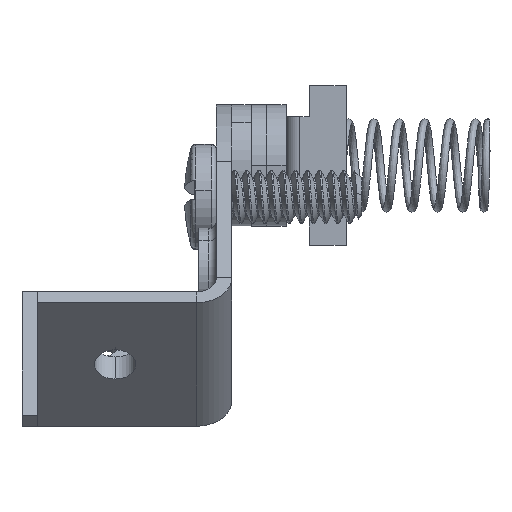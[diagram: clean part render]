
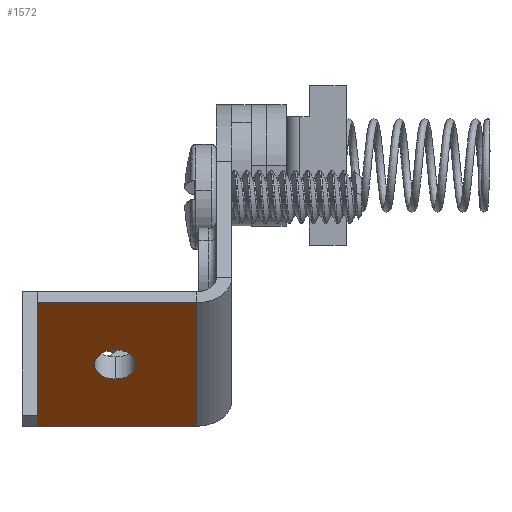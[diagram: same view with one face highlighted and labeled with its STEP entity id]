
A CAD part, left-side view. The second image highlights one B-rep face of the part: STEP entity #1572.
In plain terms, the highlighted planar face has unit normal (-0.707, 0, -0.707).
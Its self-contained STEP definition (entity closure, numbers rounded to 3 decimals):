
#311 = CARTESIAN_POINT ( 'NONE',  ( -36.595, 4.572, -17.054 ) ) ;
#339 = AXIS2_PLACEMENT_3D ( 'NONE', #11971, #1936, #3569 ) ;
#566 = EDGE_CURVE ( 'NONE', #10438, #9992, #16041, .T. ) ;
#666 = AXIS2_PLACEMENT_3D ( 'NONE', #3552, #20007, #5288 ) ;
#1572 = ADVANCED_FACE ( 'NONE', ( #4255, #21196 ), #6335, .T. ) ;
#1796 = DIRECTION ( 'NONE',  ( 0., 1., 0. ) ) ;
#1936 = DIRECTION ( 'NONE',  ( 0.707, 0., 0.707 ) ) ;
#2524 = ORIENTED_EDGE ( 'NONE', *, *, #17230, .T. ) ;
#2546 = CARTESIAN_POINT ( 'NONE',  ( -44.677, 14.986, -8.972 ) ) ;
#3552 = CARTESIAN_POINT ( 'NONE',  ( -40.636, 9.906, -13.013 ) ) ;
#3569 = DIRECTION ( 'NONE',  ( -0.707, 0., 0.707 ) ) ;
#3994 = VERTEX_POINT ( 'NONE', #4163 ) ;
#4163 = CARTESIAN_POINT ( 'NONE',  ( -41.592, 9.906, -12.057 ) ) ;
#4255 = FACE_BOUND ( 'NONE', #6437, .T. ) ;
#4774 = ORIENTED_EDGE ( 'NONE', *, *, #14172, .F. ) ;
#4778 = ORIENTED_EDGE ( 'NONE', *, *, #566, .T. ) ;
#5288 = DIRECTION ( 'NONE',  ( -0.707, 0., 0.707 ) ) ;
#5450 = VERTEX_POINT ( 'NONE', #17929 ) ;
#6201 = CIRCLE ( 'NONE', #666, 1.353 ) ;
#6335 = PLANE ( 'NONE',  #9430 ) ;
#6437 = EDGE_LOOP ( 'NONE', ( #21224, #14878 ) ) ;
#6624 = DIRECTION ( 'NONE',  ( 0.707, 0., -0.707 ) ) ;
#6984 = ORIENTED_EDGE ( 'NONE', *, *, #20242, .F. ) ;
#7429 = VECTOR ( 'NONE', #6624, 1000. ) ;
#7979 = DIRECTION ( 'NONE',  ( -0.707, 0., -0.707 ) ) ;
#8203 = DIRECTION ( 'NONE',  ( 0.707, 0., -0.707 ) ) ;
#8505 = EDGE_LOOP ( 'NONE', ( #4778, #4774, #6984, #2524 ) ) ;
#8897 = CARTESIAN_POINT ( 'NONE',  ( -44.677, 4.572, -8.972 ) ) ;
#9257 = LINE ( 'NONE', #9805, #7429 ) ;
#9430 = AXIS2_PLACEMENT_3D ( 'NONE', #17959, #7979, #8203 ) ;
#9805 = CARTESIAN_POINT ( 'NONE',  ( -44.677, 4.572, -8.972 ) ) ;
#9992 = VERTEX_POINT ( 'NONE', #18618 ) ;
#10426 = EDGE_CURVE ( 'NONE', #5450, #3994, #21057, .T. ) ;
#10438 = VERTEX_POINT ( 'NONE', #18520 ) ;
#10655 = VECTOR ( 'NONE', #17343, 1000. ) ;
#11505 = VERTEX_POINT ( 'NONE', #8897 ) ;
#11597 = DIRECTION ( 'NONE',  ( 0., 1., 0. ) ) ;
#11971 = CARTESIAN_POINT ( 'NONE',  ( -40.636, 9.906, -13.013 ) ) ;
#13357 = LINE ( 'NONE', #14871, #16105 ) ;
#14172 = EDGE_CURVE ( 'NONE', #18767, #9992, #19631, .T. ) ;
#14871 = CARTESIAN_POINT ( 'NONE',  ( -44.677, 2.286, -8.972 ) ) ;
#14878 = ORIENTED_EDGE ( 'NONE', *, *, #10426, .T. ) ;
#16041 = LINE ( 'NONE', #2546, #10655 ) ;
#16105 = VECTOR ( 'NONE', #11597, 1000. ) ;
#17230 = EDGE_CURVE ( 'NONE', #11505, #10438, #13357, .T. ) ;
#17335 = VECTOR ( 'NONE', #1796, 1000. ) ;
#17343 = DIRECTION ( 'NONE',  ( 0.707, 0., -0.707 ) ) ;
#17929 = CARTESIAN_POINT ( 'NONE',  ( -39.68, 9.906, -13.969 ) ) ;
#17959 = CARTESIAN_POINT ( 'NONE',  ( -44.677, 2.286, -8.972 ) ) ;
#18298 = CARTESIAN_POINT ( 'NONE',  ( -36.595, 2.286, -17.054 ) ) ;
#18520 = CARTESIAN_POINT ( 'NONE',  ( -44.677, 14.986, -8.972 ) ) ;
#18618 = CARTESIAN_POINT ( 'NONE',  ( -36.595, 14.986, -17.054 ) ) ;
#18767 = VERTEX_POINT ( 'NONE', #311 ) ;
#19298 = EDGE_CURVE ( 'NONE', #3994, #5450, #6201, .T. ) ;
#19631 = LINE ( 'NONE', #18298, #17335 ) ;
#20007 = DIRECTION ( 'NONE',  ( 0.707, 0., 0.707 ) ) ;
#20242 = EDGE_CURVE ( 'NONE', #11505, #18767, #9257, .T. ) ;
#21057 = CIRCLE ( 'NONE', #339, 1.353 ) ;
#21196 = FACE_OUTER_BOUND ( 'NONE', #8505, .T. ) ;
#21224 = ORIENTED_EDGE ( 'NONE', *, *, #19298, .T. ) ;
